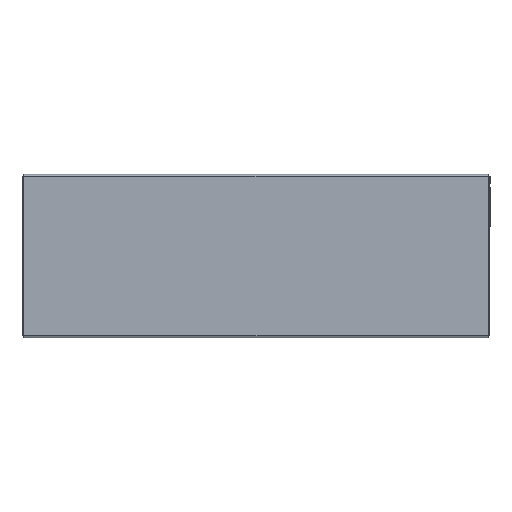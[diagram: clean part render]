
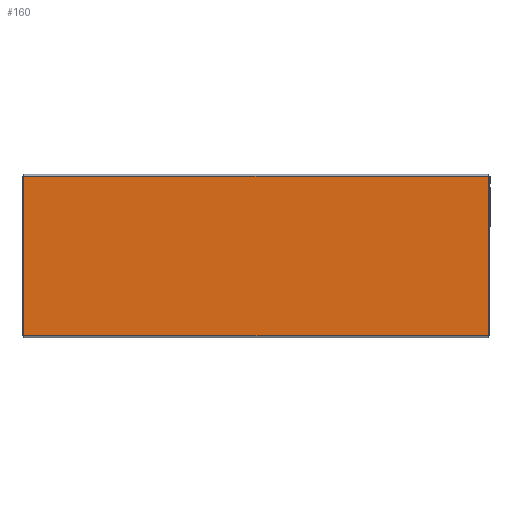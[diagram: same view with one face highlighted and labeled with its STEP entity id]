
A CAD part, top view. The second image highlights one B-rep face of the part: STEP entity #160.
In plain terms, the highlighted planar face has unit normal (0, 0, 1).
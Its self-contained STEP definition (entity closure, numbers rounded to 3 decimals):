
#60 = CARTESIAN_POINT ( 'NONE',  ( 350.5, -120.5, 0. ) ) ;
#64 = VECTOR ( 'NONE', #1631, 1000. ) ;
#69 = LINE ( 'NONE', #659, #1082 ) ;
#132 = EDGE_CURVE ( 'NONE', #1417, #698, #560, .T. ) ;
#160 = ADVANCED_FACE ( 'NONE', ( #1061 ), #1637, .T. ) ;
#208 = DIRECTION ( 'NONE',  ( 0., 0., 1. ) ) ;
#326 = EDGE_CURVE ( 'NONE', #848, #382, #69, .T. ) ;
#334 = CARTESIAN_POINT ( 'NONE',  ( 350.5, 120.5, 0. ) ) ;
#382 = VERTEX_POINT ( 'NONE', #1002 ) ;
#495 = DIRECTION ( 'NONE',  ( 0., 1., 0. ) ) ;
#528 = EDGE_CURVE ( 'NONE', #698, #848, #1732, .T. ) ;
#560 = LINE ( 'NONE', #1661, #1039 ) ;
#657 = EDGE_LOOP ( 'NONE', ( #1288, #1623, #1536, #1213 ) ) ;
#659 = CARTESIAN_POINT ( 'NONE',  ( -350.5, -120.5, 0. ) ) ;
#688 = LINE ( 'NONE', #60, #64 ) ;
#698 = VERTEX_POINT ( 'NONE', #334 ) ;
#757 = DIRECTION ( 'NONE',  ( -1., 0., 0. ) ) ;
#773 = VECTOR ( 'NONE', #757, 1000. ) ;
#786 = CARTESIAN_POINT ( 'NONE',  ( 0., 0., 0. ) ) ;
#848 = VERTEX_POINT ( 'NONE', #1074 ) ;
#1002 = CARTESIAN_POINT ( 'NONE',  ( -350.5, -120.5, 0. ) ) ;
#1035 = CARTESIAN_POINT ( 'NONE',  ( 350.5, 120.5, 0. ) ) ;
#1039 = VECTOR ( 'NONE', #495, 1000. ) ;
#1061 = FACE_OUTER_BOUND ( 'NONE', #657, .T. ) ;
#1074 = CARTESIAN_POINT ( 'NONE',  ( -350.5, 120.5, 0. ) ) ;
#1076 = DIRECTION ( 'NONE',  ( 1., 0., 0. ) ) ;
#1082 = VECTOR ( 'NONE', #1243, 1000. ) ;
#1211 = EDGE_CURVE ( 'NONE', #382, #1417, #688, .T. ) ;
#1213 = ORIENTED_EDGE ( 'NONE', *, *, #528, .T. ) ;
#1243 = DIRECTION ( 'NONE',  ( 0., -1., 0. ) ) ;
#1288 = ORIENTED_EDGE ( 'NONE', *, *, #326, .T. ) ;
#1417 = VERTEX_POINT ( 'NONE', #1515 ) ;
#1515 = CARTESIAN_POINT ( 'NONE',  ( 350.5, -120.5, 0. ) ) ;
#1536 = ORIENTED_EDGE ( 'NONE', *, *, #132, .T. ) ;
#1590 = AXIS2_PLACEMENT_3D ( 'NONE', #786, #208, #1076 ) ;
#1623 = ORIENTED_EDGE ( 'NONE', *, *, #1211, .T. ) ;
#1631 = DIRECTION ( 'NONE',  ( 1., 0., 0. ) ) ;
#1637 = PLANE ( 'NONE',  #1590 ) ;
#1661 = CARTESIAN_POINT ( 'NONE',  ( 350.5, -120.5, 0. ) ) ;
#1732 = LINE ( 'NONE', #1035, #773 ) ;
